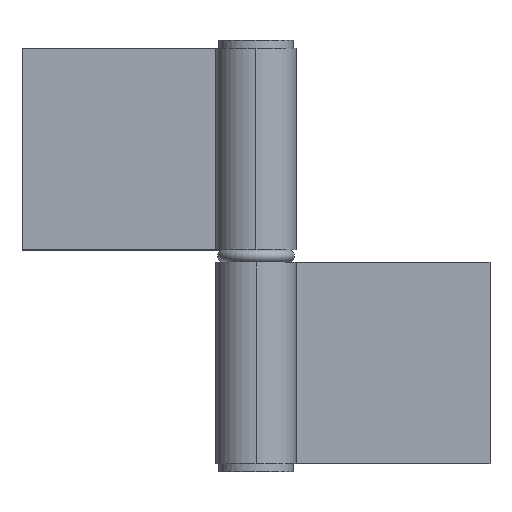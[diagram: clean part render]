
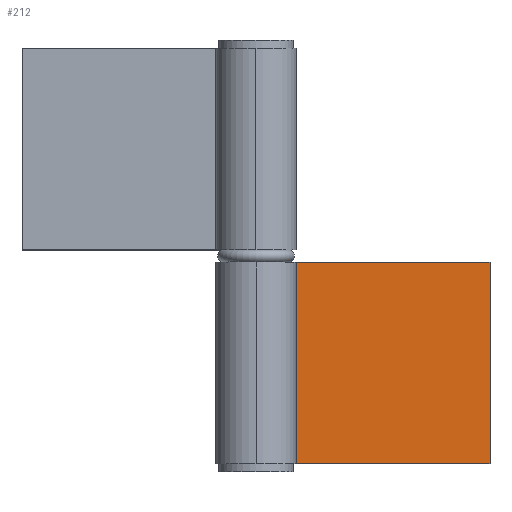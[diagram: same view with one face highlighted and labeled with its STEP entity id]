
A CAD part, top view. The second image highlights one B-rep face of the part: STEP entity #212.
In plain terms, the highlighted face is planar.
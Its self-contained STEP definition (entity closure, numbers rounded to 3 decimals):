
#195 = EDGE_CURVE ( 'NONE', #1037, #1035, #1115, .T. ) ;
#198 = EDGE_CURVE ( 'NONE', #1032, #1034, #1124, .T. ) ;
#212 = ADVANCED_FACE ( 'NONE', ( #860 ), #541, .F. ) ;
#320 = EDGE_CURVE ( 'NONE', #1032, #1037, #606, .T. ) ;
#323 = EDGE_CURVE ( 'NONE', #1034, #1035, #615, .T. ) ;
#541 = PLANE ( 'NONE',  #870 ) ;
#542 = CARTESIAN_POINT ( 'NONE',  ( 58., 50., 6. ) ) ;
#543 = DIRECTION ( 'NONE',  ( 0., 0., 1. ) ) ;
#544 = DIRECTION ( 'NONE',  ( 1., 0., 0. ) ) ;
#606 = LINE ( 'NONE', #607, #941 ) ;
#607 = CARTESIAN_POINT ( 'NONE',  ( 58., 50., 6. ) ) ;
#608 = DIRECTION ( 'NONE',  ( 0., -1., 0. ) ) ;
#615 = LINE ( 'NONE', #616, #956 ) ;
#616 = CARTESIAN_POINT ( 'NONE',  ( 8., 50., 6. ) ) ;
#617 = DIRECTION ( 'NONE',  ( 0., -1., 0. ) ) ;
#700 = CARTESIAN_POINT ( 'NONE',  ( 58., 50., 6. ) ) ;
#702 = CARTESIAN_POINT ( 'NONE',  ( 8., 50., 6. ) ) ;
#703 = CARTESIAN_POINT ( 'NONE',  ( 8., 0., 6. ) ) ;
#705 = CARTESIAN_POINT ( 'NONE',  ( 58., 0., 6. ) ) ;
#771 = ORIENTED_EDGE ( 'NONE', *, *, #195, .T. ) ;
#801 = ORIENTED_EDGE ( 'NONE', *, *, #323, .F. ) ;
#817 = ORIENTED_EDGE ( 'NONE', *, *, #320, .T. ) ;
#827 = ORIENTED_EDGE ( 'NONE', *, *, #198, .F. ) ;
#849 = VECTOR ( 'NONE', #1117, 1000. ) ;
#860 = FACE_OUTER_BOUND ( 'NONE', #1011, .T. ) ;
#870 = AXIS2_PLACEMENT_3D ( 'NONE', #542, #543, #544 ) ;
#872 = VECTOR ( 'NONE', #1126, 1000. ) ;
#941 = VECTOR ( 'NONE', #608, 1000. ) ;
#956 = VECTOR ( 'NONE', #617, 1000. ) ;
#1011 = EDGE_LOOP ( 'NONE', ( #771, #801, #827, #817 ) ) ;
#1032 = VERTEX_POINT ( 'NONE', #700 ) ;
#1034 = VERTEX_POINT ( 'NONE', #702 ) ;
#1035 = VERTEX_POINT ( 'NONE', #703 ) ;
#1037 = VERTEX_POINT ( 'NONE', #705 ) ;
#1115 = LINE ( 'NONE', #1116, #849 ) ;
#1116 = CARTESIAN_POINT ( 'NONE',  ( 58., 0., 6. ) ) ;
#1117 = DIRECTION ( 'NONE',  ( -1., 0., 0. ) ) ;
#1124 = LINE ( 'NONE', #1125, #872 ) ;
#1125 = CARTESIAN_POINT ( 'NONE',  ( 58., 50., 6. ) ) ;
#1126 = DIRECTION ( 'NONE',  ( -1., 0., 0. ) ) ;
